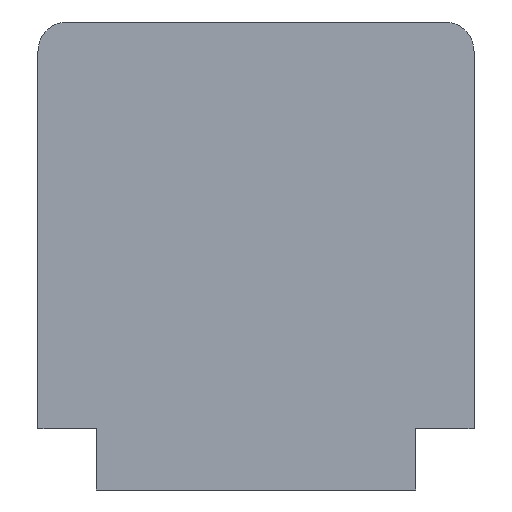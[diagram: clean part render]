
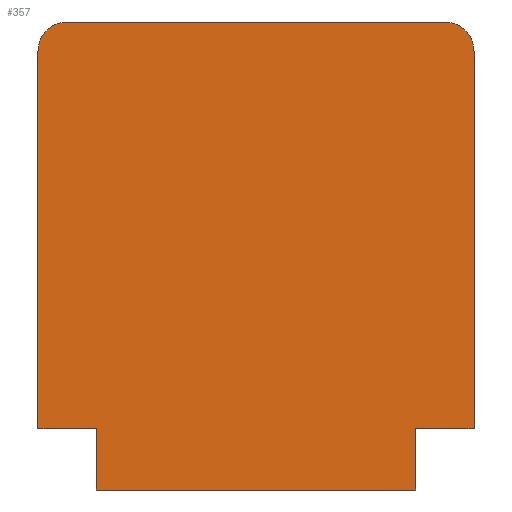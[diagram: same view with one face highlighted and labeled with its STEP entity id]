
A CAD part, left-side view. The second image highlights one B-rep face of the part: STEP entity #357.
In plain terms, the highlighted planar face has unit normal (-1, 0, 0).
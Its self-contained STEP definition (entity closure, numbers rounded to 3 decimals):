
#289=AXIS2_PLACEMENT_3D('Plane Axis2P3D',#286,#287,#288) ;
#302=AXIS2_PLACEMENT_3D('Circle Axis2P3D',#300,#301,$) ;
#342=AXIS2_PLACEMENT_3D('Circle Axis2P3D',#340,#341,$) ;
#71=CARTESIAN_POINT('Vertex',(0.,2.,0.)) ;
#74=CARTESIAN_POINT('Line Origine',(0.,7.5,0.)) ;
#78=CARTESIAN_POINT('Vertex',(0.,13.,0.)) ;
#266=CARTESIAN_POINT('Line Origine',(0.,2.,1.05)) ;
#270=CARTESIAN_POINT('Vertex',(0.,2.,2.1)) ;
#286=CARTESIAN_POINT('Axis2P3D Location',(0.,1.,15.1)) ;
#291=CARTESIAN_POINT('Line Origine',(0.,7.5,16.1)) ;
#295=CARTESIAN_POINT('Vertex',(0.,14.,16.1)) ;
#297=CARTESIAN_POINT('Vertex',(0.,1.,16.1)) ;
#300=CARTESIAN_POINT('Axis2P3D Location',(0.,14.,15.1)) ;
#304=CARTESIAN_POINT('Vertex',(0.,15.,15.1)) ;
#307=CARTESIAN_POINT('Line Origine',(0.,15.,8.6)) ;
#311=CARTESIAN_POINT('Vertex',(0.,15.,2.1)) ;
#314=CARTESIAN_POINT('Line Origine',(0.,14.,2.1)) ;
#318=CARTESIAN_POINT('Vertex',(0.,13.,2.1)) ;
#321=CARTESIAN_POINT('Line Origine',(0.,13.,1.05)) ;
#326=CARTESIAN_POINT('Line Origine',(0.,1.,2.1)) ;
#330=CARTESIAN_POINT('Vertex',(0.,0.,2.1)) ;
#333=CARTESIAN_POINT('Line Origine',(0.,0.,8.6)) ;
#337=CARTESIAN_POINT('Vertex',(0.,0.,15.1)) ;
#340=CARTESIAN_POINT('Axis2P3D Location',(0.,1.,15.1)) ;
#75=DIRECTION('Vector Direction',(0.,1.,0.)) ;
#267=DIRECTION('Vector Direction',(0.,0.,-1.)) ;
#287=DIRECTION('Axis2P3D Direction',(1.,-0.,0.)) ;
#288=DIRECTION('Axis2P3D XDirection',(0.,0.,-1.)) ;
#292=DIRECTION('Vector Direction',(0.,-1.,0.)) ;
#301=DIRECTION('Axis2P3D Direction',(1.,-0.,0.)) ;
#308=DIRECTION('Vector Direction',(0.,0.,1.)) ;
#315=DIRECTION('Vector Direction',(0.,1.,0.)) ;
#322=DIRECTION('Vector Direction',(0.,0.,1.)) ;
#327=DIRECTION('Vector Direction',(0.,1.,0.)) ;
#334=DIRECTION('Vector Direction',(0.,0.,-1.)) ;
#341=DIRECTION('Axis2P3D Direction',(1.,-0.,0.)) ;
#76=VECTOR('Line Direction',#75,1.) ;
#268=VECTOR('Line Direction',#267,1.) ;
#293=VECTOR('Line Direction',#292,1.) ;
#309=VECTOR('Line Direction',#308,1.) ;
#316=VECTOR('Line Direction',#315,1.) ;
#323=VECTOR('Line Direction',#322,1.) ;
#328=VECTOR('Line Direction',#327,1.) ;
#335=VECTOR('Line Direction',#334,1.) ;
#346=ORIENTED_EDGE('',*,*,#299,.F.) ;
#347=ORIENTED_EDGE('',*,*,#306,.F.) ;
#348=ORIENTED_EDGE('',*,*,#313,.F.) ;
#349=ORIENTED_EDGE('',*,*,#320,.F.) ;
#350=ORIENTED_EDGE('',*,*,#325,.F.) ;
#351=ORIENTED_EDGE('',*,*,#80,.F.) ;
#352=ORIENTED_EDGE('',*,*,#272,.F.) ;
#353=ORIENTED_EDGE('',*,*,#332,.F.) ;
#354=ORIENTED_EDGE('',*,*,#339,.F.) ;
#355=ORIENTED_EDGE('',*,*,#344,.F.) ;
#357=ADVANCED_FACE('_MK 3/3 0273920000',(#356),#290,.F.) ;
#303=CIRCLE('generated circle',#302,1.) ;
#343=CIRCLE('generated circle',#342,1.) ;
#80=EDGE_CURVE('',#72,#79,#77,.T.) ;
#272=EDGE_CURVE('',#271,#72,#269,.T.) ;
#299=EDGE_CURVE('',#296,#298,#294,.T.) ;
#306=EDGE_CURVE('',#305,#296,#303,.T.) ;
#313=EDGE_CURVE('',#312,#305,#310,.T.) ;
#320=EDGE_CURVE('',#319,#312,#317,.T.) ;
#325=EDGE_CURVE('',#79,#319,#324,.T.) ;
#332=EDGE_CURVE('',#331,#271,#329,.T.) ;
#339=EDGE_CURVE('',#338,#331,#336,.T.) ;
#344=EDGE_CURVE('',#298,#338,#343,.T.) ;
#345=EDGE_LOOP('',(#346,#347,#348,#349,#350,#351,#352,#353,#354,#355)) ;
#356=FACE_OUTER_BOUND('',#345,.T.) ;
#77=LINE('Line',#74,#76) ;
#269=LINE('Line',#266,#268) ;
#294=LINE('Line',#291,#293) ;
#310=LINE('Line',#307,#309) ;
#317=LINE('Line',#314,#316) ;
#324=LINE('Line',#321,#323) ;
#329=LINE('Line',#326,#328) ;
#336=LINE('Line',#333,#335) ;
#290=PLANE('',#289) ;
#72=VERTEX_POINT('',#71) ;
#79=VERTEX_POINT('',#78) ;
#271=VERTEX_POINT('',#270) ;
#296=VERTEX_POINT('',#295) ;
#298=VERTEX_POINT('',#297) ;
#305=VERTEX_POINT('',#304) ;
#312=VERTEX_POINT('',#311) ;
#319=VERTEX_POINT('',#318) ;
#331=VERTEX_POINT('',#330) ;
#338=VERTEX_POINT('',#337) ;
